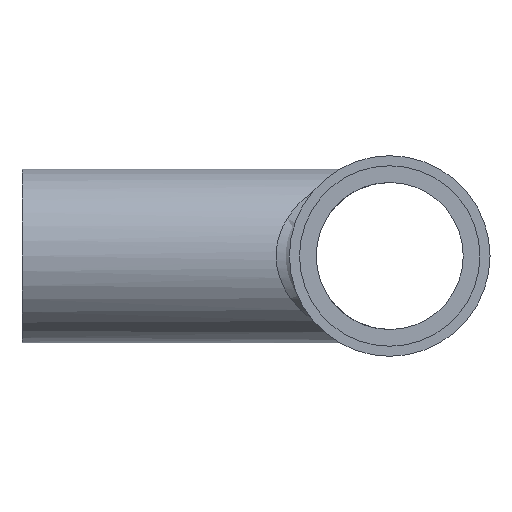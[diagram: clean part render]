
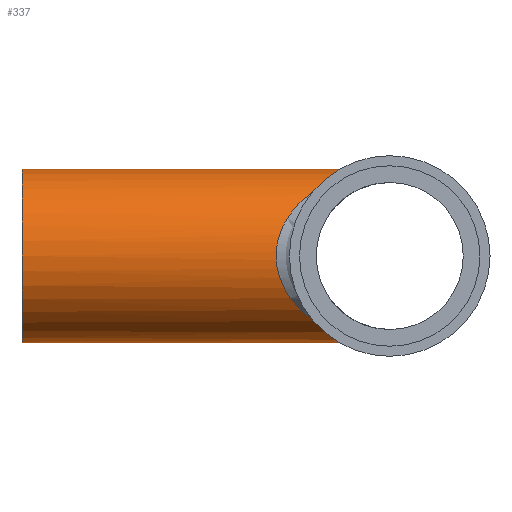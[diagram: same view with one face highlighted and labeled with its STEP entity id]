
A CAD part, left-side view. The second image highlights one B-rep face of the part: STEP entity #337.
In plain terms, the highlighted cylindrical face has radius 13 mm (diameter 26 mm), a full revolution.
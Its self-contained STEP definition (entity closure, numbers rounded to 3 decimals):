
#29=ELLIPSE('',#391,21.401,13.);
#30=ELLIPSE('',#392,21.401,13.);
#45=CIRCLE('',#389,13.);
#53=CYLINDRICAL_SURFACE('',#390,13.);
#68=LINE('',#851,#83);
#83=VECTOR('',#487,13.);
#109=FACE_OUTER_BOUND('',#135,.T.);
#135=EDGE_LOOP('',(#302,#303,#304,#305,#306));
#157=VERTEX_POINT('',#678);
#161=VERTEX_POINT('',#689);
#173=VERTEX_POINT('',#846);
#216=EDGE_CURVE('',#173,#173,#45,.T.);
#217=EDGE_CURVE('',#161,#157,#29,.T.);
#218=EDGE_CURVE('',#157,#161,#30,.T.);
#219=EDGE_CURVE('',#161,#173,#68,.T.);
#302=ORIENTED_EDGE('',*,*,#217,.T.);
#303=ORIENTED_EDGE('',*,*,#218,.T.);
#304=ORIENTED_EDGE('',*,*,#219,.T.);
#305=ORIENTED_EDGE('',*,*,#216,.F.);
#306=ORIENTED_EDGE('',*,*,#219,.F.);
#337=ADVANCED_FACE('',(#109),#53,.T.);
#389=AXIS2_PLACEMENT_3D('',#847,#479,#480);
#390=AXIS2_PLACEMENT_3D('',#848,#481,#482);
#391=AXIS2_PLACEMENT_3D('',#849,#483,#484);
#392=AXIS2_PLACEMENT_3D('',#850,#485,#486);
#479=DIRECTION('center_axis',(0.,1.,0.));
#480=DIRECTION('ref_axis',(0.,0.,1.));
#481=DIRECTION('center_axis',(0.,-1.,0.));
#482=DIRECTION('ref_axis',(0.,0.,-1.));
#483=DIRECTION('center_axis',(-0.794,0.607,0.));
#484=DIRECTION('ref_axis',(-0.607,-0.794,0.));
#485=DIRECTION('center_axis',(0.794,0.607,0.));
#486=DIRECTION('ref_axis',(0.607,-0.794,0.));
#487=DIRECTION('',(0.,1.,0.));
#678=CARTESIAN_POINT('',(-37.,0.,-13.));
#689=CARTESIAN_POINT('',(-37.,0.,13.));
#846=CARTESIAN_POINT('',(-37.,55.,13.));
#847=CARTESIAN_POINT('Origin',(-37.,55.,0.));
#848=CARTESIAN_POINT('Origin',(-37.,55.,0.));
#849=CARTESIAN_POINT('Origin',(-37.,0.,0.));
#850=CARTESIAN_POINT('Origin',(-37.,0.,0.));
#851=CARTESIAN_POINT('',(-37.,55.,13.));
